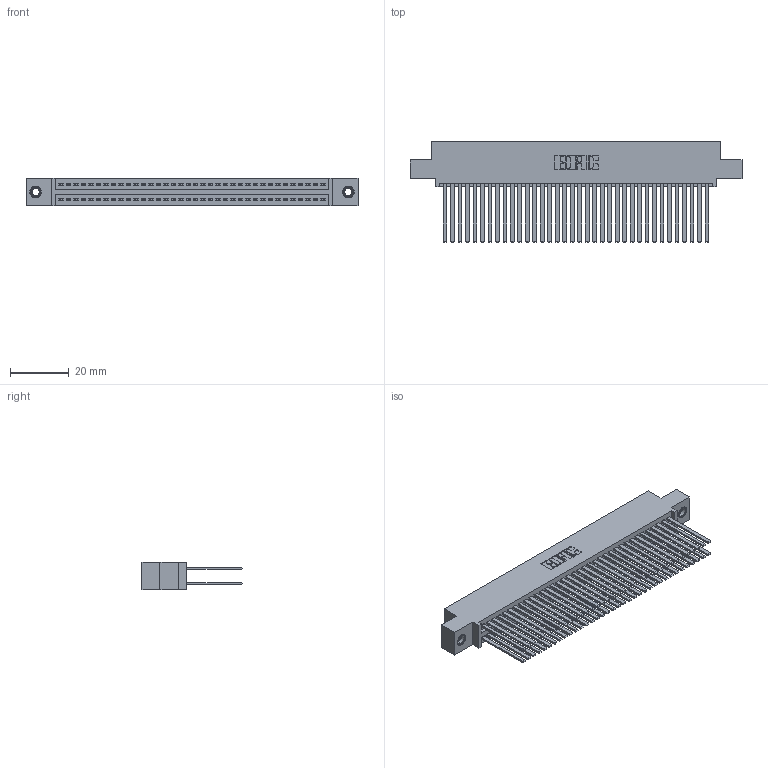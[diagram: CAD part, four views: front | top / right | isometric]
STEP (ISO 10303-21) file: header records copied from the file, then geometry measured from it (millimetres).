
FILE_DESCRIPTION (( 'STEP AP203' ), '1' );
FILE_NAME ('345-072-544-507.STEP', '2019-10-31T04:03:55', ( '' ), ( '' ), 'SwSTEP 2.0', 'SolidWorks 2016', '' );
FILE_SCHEMA (( 'CONFIG_CONTROL_DESIGN' ));
Length unit declared in the file: inch
Products named in the file (4): 345-072-544-507; 345 Part_0.110 Offset - 0.156 Dia-TI; 345-292-001_345-293-144; 345-250-001_345-250-005-103
Assembly tree (75 placements, depth 2):
  345-072-544-507
    345 Part_0.110 Offset - 0.156 Dia-TI
    345-292-001_345-293-144  x72
    345-250-001_345-250-005-103  x2
Bounding box: 112.65 x 33.96 x 9.4 mm (x, y, z)
Volume: 11809.6 mm3; surface area: 20419.2 mm2
Topology: 75 solids, 75 shells, 3358 faces, 9921 edges, 6510 vertices
Faces by surface type: plane 2204, cylinder 1138, cone 12, torus 4
Entity records: 30188 total; most frequent: CARTESIAN_POINT 5047, ORIENTED_EDGE 4974, DIRECTION 4481, EDGE_CURVE 2487, LINE 2195, VECTOR 2195, VERTEX_POINT 1652, AXIS2_PLACEMENT_3D 1143
